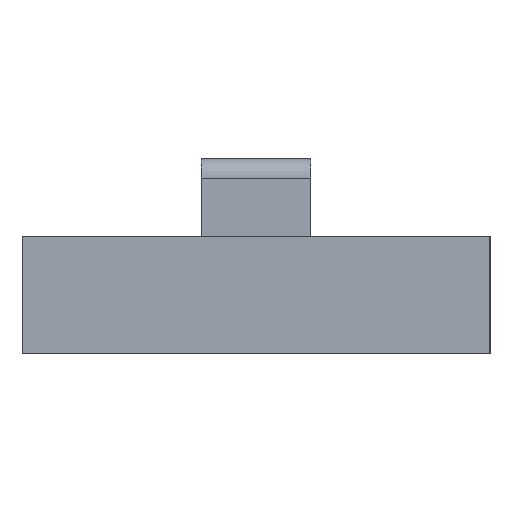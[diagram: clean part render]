
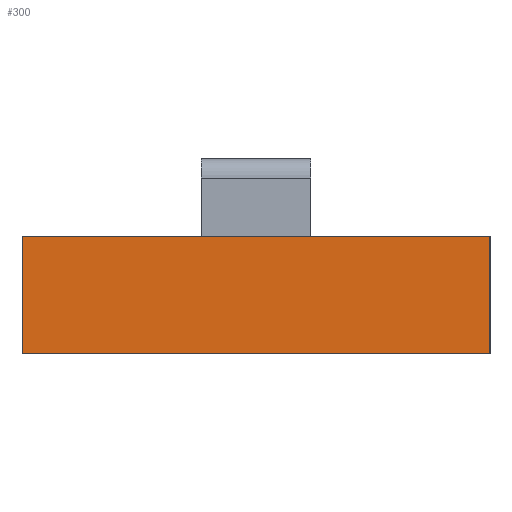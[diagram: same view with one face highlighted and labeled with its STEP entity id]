
A CAD part, left-side view. The second image highlights one B-rep face of the part: STEP entity #300.
In plain terms, the highlighted planar face has unit normal (-1, 0, 0).
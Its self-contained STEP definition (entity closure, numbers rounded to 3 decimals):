
#209 = VERTEX_POINT('',#210);
#210 = CARTESIAN_POINT('',(-25.,-6.,3.));
#227 = VERTEX_POINT('',#228);
#228 = CARTESIAN_POINT('',(-25.,6.,3.));
#234 = EDGE_CURVE('',#227,#209,#235,.T.);
#235 = LINE('',#236,#237);
#236 = CARTESIAN_POINT('',(-25.,6.,3.));
#237 = VECTOR('',#238,1.);
#238 = DIRECTION('',(0.,-1.,0.));
#273 = EDGE_CURVE('',#274,#209,#276,.T.);
#274 = VERTEX_POINT('',#275);
#275 = CARTESIAN_POINT('',(-25.,-6.,0.));
#276 = LINE('',#277,#278);
#277 = CARTESIAN_POINT('',(-25.,-6.,0.));
#278 = VECTOR('',#279,1.);
#279 = DIRECTION('',(0.,0.,1.));
#300 = ADVANCED_FACE('',(#301),#319,.F.);
#301 = FACE_BOUND('',#302,.F.);
#302 = EDGE_LOOP('',(#303,#311,#312,#313));
#303 = ORIENTED_EDGE('',*,*,#304,.T.);
#304 = EDGE_CURVE('',#305,#227,#307,.T.);
#305 = VERTEX_POINT('',#306);
#306 = CARTESIAN_POINT('',(-25.,6.,0.));
#307 = LINE('',#308,#309);
#308 = CARTESIAN_POINT('',(-25.,6.,0.));
#309 = VECTOR('',#310,1.);
#310 = DIRECTION('',(0.,0.,1.));
#311 = ORIENTED_EDGE('',*,*,#234,.T.);
#312 = ORIENTED_EDGE('',*,*,#273,.F.);
#313 = ORIENTED_EDGE('',*,*,#314,.F.);
#314 = EDGE_CURVE('',#305,#274,#315,.T.);
#315 = LINE('',#316,#317);
#316 = CARTESIAN_POINT('',(-25.,6.,0.));
#317 = VECTOR('',#318,1.);
#318 = DIRECTION('',(0.,-1.,0.));
#319 = PLANE('',#320);
#320 = AXIS2_PLACEMENT_3D('',#321,#322,#323);
#321 = CARTESIAN_POINT('',(-25.,6.,0.));
#322 = DIRECTION('',(1.,0.,0.));
#323 = DIRECTION('',(0.,-1.,0.));
